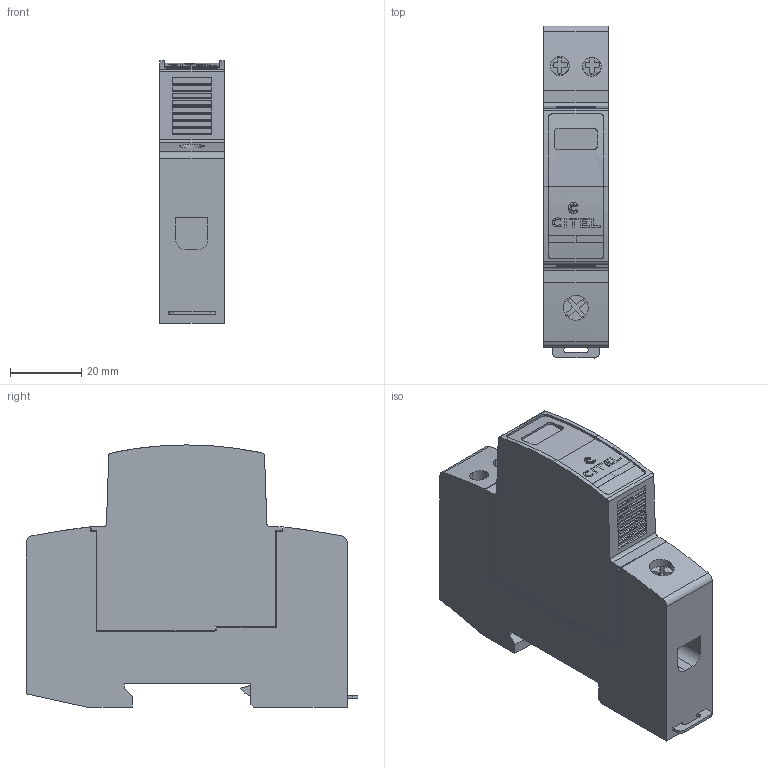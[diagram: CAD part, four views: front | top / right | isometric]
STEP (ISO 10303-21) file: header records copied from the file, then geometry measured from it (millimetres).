
FILE_DESCRIPTION(('STEP AP242'),'1');
FILE_NAME('dac15c-11-320.stp','2021-11-08T13:17:29',('TraceParts'),('TraceParts S.A.'),'Spatial InterOp 3D',' ',' ');
FILE_SCHEMA(('AP242_MANAGED_MODEL_BASED_3D_ENGINEERING_MIM_LF {1 0 10303 442 1 1 4}'));
Length unit declared in the file: millimetre
Products named in the file (1): dac15c-11-320
Bounding box: 18 x 93 x 73.51 mm (x, y, z)
Volume: 90438.8 mm3; surface area: 18927 mm2
Topology: 1 solids, 1 shells, 415 faces, 1133 edges, 752 vertices
Faces by surface type: plane 315, cylinder 100
Entity records: 17221 total; most frequent: CARTESIAN_POINT 3190, ORIENTED_EDGE 2266, DIRECTION 2169, EDGE_CURVE 1133, LINE 835, VECTOR 835, VERTEX_POINT 752, AXIS2_PLACEMENT_3D 667
